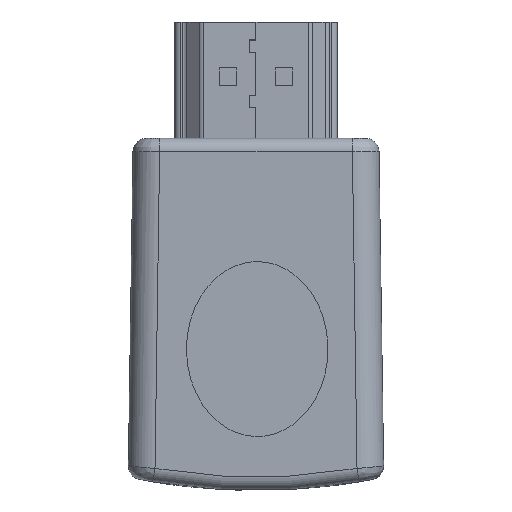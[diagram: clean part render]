
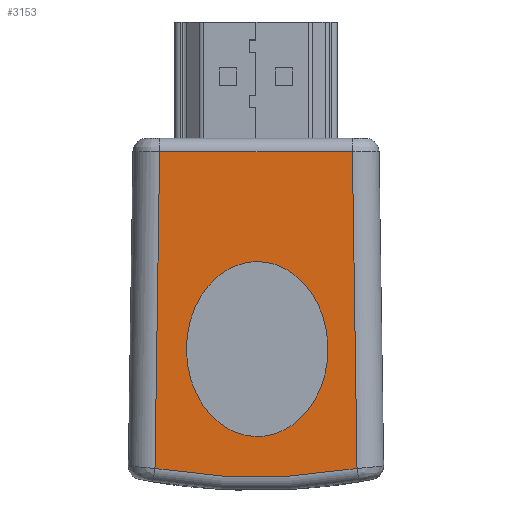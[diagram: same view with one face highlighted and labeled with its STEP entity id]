
A CAD part, top view. The second image highlights one B-rep face of the part: STEP entity #3153.
In plain terms, the highlighted planar face has unit normal (0, 0, 1).
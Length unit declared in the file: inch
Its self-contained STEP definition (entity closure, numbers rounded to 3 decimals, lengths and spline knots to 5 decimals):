
#398 = LINE ( 'NONE', #6533, #4703 ) ;
#499 = VERTEX_POINT ( 'NONE', #13207 ) ;
#583 = ORIENTED_EDGE ( 'NONE', *, *, #8235, .T. ) ;
#1038 = LINE ( 'NONE', #23455, #10136 ) ;
#1402 = CARTESIAN_POINT ( 'NONE',  ( 0.00413, -1.03488, 0.27126 ) ) ;
#1797 = EDGE_CURVE ( 'NONE', #18511, #18511, #18614, .T. ) ;
#2197 = PLANE ( 'NONE',  #14588 ) ;
#3003 = FACE_BOUND ( 'NONE', #10812, .T. ) ;
#3153 = ADVANCED_FACE ( 'NONE', ( #7793, #3003 ), #2197, .F. ) ;
#4031 = CARTESIAN_POINT ( 'NONE',  ( 0., 0., 0.27126 ) ) ;
#4703 = VECTOR ( 'NONE', #15513, 39.37008 ) ;
#4777 = CARTESIAN_POINT ( 'NONE',  ( -0.47443, -1.03488, 0.27126 ) ) ;
#5404 = DIRECTION ( 'NONE',  ( -0.015, 1., 0. ) ) ;
#6479 = EDGE_CURVE ( 'NONE', #12366, #11191, #20231, .T. ) ;
#6533 = CARTESIAN_POINT ( 'NONE',  ( 0., -0.0727, 0.27126 ) ) ;
#7203 = CARTESIAN_POINT ( 'NONE',  ( 0.32565, -0.0727, 0.27126 ) ) ;
#7658 = DIRECTION ( 'NONE',  ( -1., 0., 0. ) ) ;
#7793 = FACE_OUTER_BOUND ( 'NONE', #22566, .T. ) ;
#8235 = EDGE_CURVE ( 'NONE', #18543, #12366, #398, .T. ) ;
#9262 = AXIS2_PLACEMENT_3D ( 'NONE', #20723, #9877, #22546 ) ;
#9877 = DIRECTION ( 'NONE',  ( 0., 0., 1. ) ) ;
#10136 = VECTOR ( 'NONE', #5404, 39.37008 ) ;
#10263 = ORIENTED_EDGE ( 'NONE', *, *, #14651, .T. ) ;
#10436 = CARTESIAN_POINT ( 'NONE',  ( 0.00413, -0.44418, 0.27126 ) ) ;
#10812 = EDGE_LOOP ( 'NONE', ( #14773 ) ) ;
#11191 = VERTEX_POINT ( 'NONE', #23332 ) ;
#11423 = ORIENTED_EDGE ( 'NONE', *, *, #6479, .T. ) ;
#12234 = CARTESIAN_POINT ( 'NONE',  ( 0.48268, -1.03488, 0.27126 ) ) ;
#12366 = VERTEX_POINT ( 'NONE', #14592 ) ;
#13207 = CARTESIAN_POINT ( 'NONE',  ( 0.34136, -1.14304, 0.27126 ) ) ;
#14588 = AXIS2_PLACEMENT_3D ( 'NONE', #4031, #18522, #7658 ) ;
#14592 = CARTESIAN_POINT ( 'NONE',  ( -0.32565, -0.0727, 0.27126 ) ) ;
#14651 = EDGE_CURVE ( 'NONE', #499, #18543, #1038, .T. ) ;
#14773 = ORIENTED_EDGE ( 'NONE', *, *, #1797, .T. ) ;
#15218 = CIRCLE ( 'NONE', #9262, 2.04907 ) ;
#15513 = DIRECTION ( 'NONE',  ( -1., 0., 0. ) ) ;
#16054 = ORIENTED_EDGE ( 'NONE', *, *, #21868, .T. ) ;
#17829 = CARTESIAN_POINT ( 'NONE',  ( 0.00413, -1.03488, 0.27126 ) ) ;
#18414 = CARTESIAN_POINT ( 'NONE',  ( -0.32451, 0.00476, 0.27126 ) ) ;
#18511 = VERTEX_POINT ( 'NONE', #17829 ) ;
#18522 = DIRECTION ( 'NONE',  ( 0., 0., -1. ) ) ;
#18543 = VERTEX_POINT ( 'NONE', #7203 ) ;
#18614 =( BOUNDED_CURVE ( )  B_SPLINE_CURVE ( 3, ( #19472, #4777, #21302, #10436, #23106, #12234, #1402 ),
 .UNSPECIFIED., .T., .T. ) 
 B_SPLINE_CURVE_WITH_KNOTS ( ( 4, 3, 4 ),
 ( 0., 3.14159, 6.28319 ),
 .UNSPECIFIED. ) 
 CURVE ( )  GEOMETRIC_REPRESENTATION_ITEM ( )  RATIONAL_B_SPLINE_CURVE ( ( 1., 0.333, 0.333, 1., 0.333, 0.333, 1. ) ) 
 REPRESENTATION_ITEM ( '' )  );
#19472 = CARTESIAN_POINT ( 'NONE',  ( 0.00413, -1.03488, 0.27126 ) ) ;
#19665 = VECTOR ( 'NONE', #20243, 39.37008 ) ;
#20231 = LINE ( 'NONE', #18414, #19665 ) ;
#20243 = DIRECTION ( 'NONE',  ( -0.015, -1., 0. ) ) ;
#20723 = CARTESIAN_POINT ( 'NONE',  ( 0., 0.87739, 0.27126 ) ) ;
#21302 = CARTESIAN_POINT ( 'NONE',  ( -0.47443, -0.44418, 0.27126 ) ) ;
#21868 = EDGE_CURVE ( 'NONE', #11191, #499, #15218, .T. ) ;
#22546 = DIRECTION ( 'NONE',  ( -1., 0., 0. ) ) ;
#22566 = EDGE_LOOP ( 'NONE', ( #11423, #16054, #10263, #583 ) ) ;
#23106 = CARTESIAN_POINT ( 'NONE',  ( 0.48268, -0.44418, 0.27126 ) ) ;
#23332 = CARTESIAN_POINT ( 'NONE',  ( -0.34136, -1.14304, 0.27126 ) ) ;
#23455 = CARTESIAN_POINT ( 'NONE',  ( 0.32451, 0.00476, 0.27126 ) ) ;
